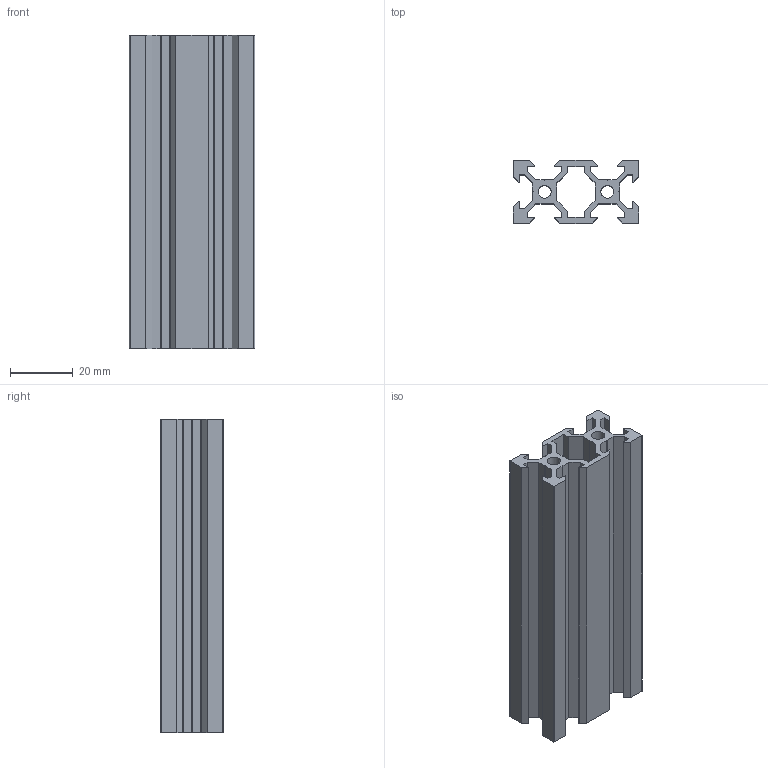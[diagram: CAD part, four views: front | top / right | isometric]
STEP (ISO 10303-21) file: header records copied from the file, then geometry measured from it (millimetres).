
FILE_DESCRIPTION(('FreeCAD Model'),'2;1');
FILE_NAME('Open CASCADE Shape Model','2021-02-21T20:42:42',('FreeCAD'),( 'FreeCAD'),'Open CASCADE STEP processor 7.5','FreeCAD','Unknown');
FILE_SCHEMA(('AUTOMOTIVE_DESIGN { 1 0 10303 214 1 1 1 1 }'));
Length unit declared in the file: millimetre
Products named in the file (3): Open CASCADE STEP translator 7.5 4; Open CASCADE STEP translator 7.5 4.1; Open CASCADE STEP translator 7.5 4.2
Assembly tree (2 placements, depth 2):
  Open CASCADE STEP translator 7.5 4
    Open CASCADE STEP translator 7.5 4.1
    Open CASCADE STEP translator 7.5 4.2
Bounding box: 40 x 20 x 100 mm (x, y, z)
Volume: 59224.9 mm3; surface area: 60501.3 mm2
Topology: 2 solids, 2 shells, 240 faces, 708 edges, 472 vertices
Faces by surface type: plane 228, cylinder 12
Full cylindrical faces by diameter (mm): 4.2 x4
Entity records: 17176 total; most frequent: CARTESIAN_POINT 2935, DIRECTION 2618, LINE 2076, VECTOR 2076, ORIENTED_EDGE 1416, PCURVE 1416, DEFINITIONAL_REPRESENTATION 1416, EDGE_CURVE 708
